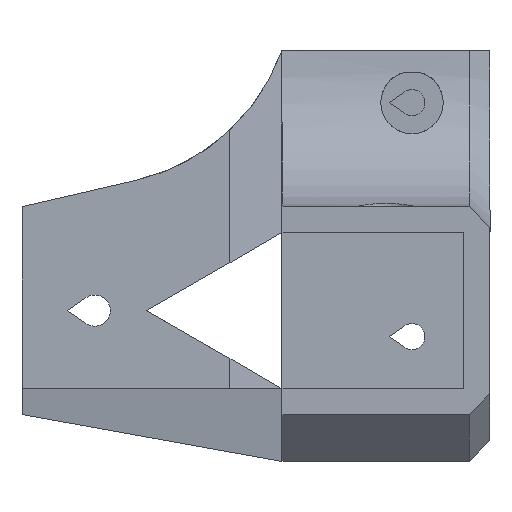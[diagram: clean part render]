
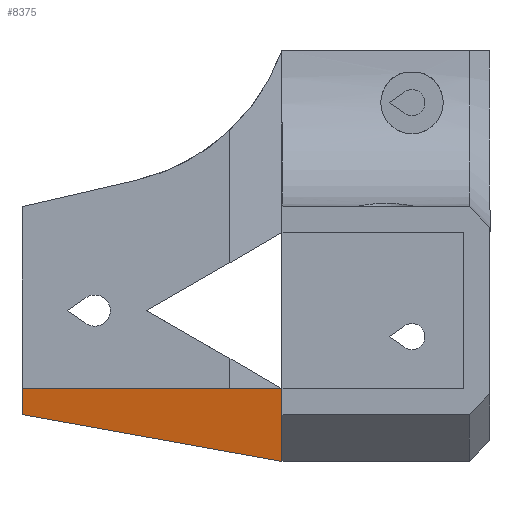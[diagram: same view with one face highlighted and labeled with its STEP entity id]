
A CAD part, left-side view. The second image highlights one B-rep face of the part: STEP entity #8375.
In plain terms, the highlighted planar face has unit normal (-0.977, 0.215, 0).
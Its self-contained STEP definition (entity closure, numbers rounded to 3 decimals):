
#491 = VERTEX_POINT('',#492);
#492 = CARTESIAN_POINT('',(-7.,-37.,-230.));
#505 = PLANE('',#506);
#506 = AXIS2_PLACEMENT_3D('',#507,#508,#509);
#507 = CARTESIAN_POINT('',(28.,-87.,-230.));
#508 = DIRECTION('',(0.,0.,1.));
#509 = DIRECTION('',(-1.,0.,0.));
#532 = PLANE('',#533);
#533 = AXIS2_PLACEMENT_3D('',#534,#535,#536);
#534 = CARTESIAN_POINT('',(33.,-37.,-235.));
#535 = DIRECTION('',(0.,1.,0.));
#536 = DIRECTION('',(0.,0.,1.));
#2632 = PLANE('',#2633);
#2633 = AXIS2_PLACEMENT_3D('',#2634,#2635,#2636);
#2634 = CARTESIAN_POINT('',(-27.,-87.,-165.));
#2635 = DIRECTION('',(0.,-1.,0.));
#2636 = DIRECTION('',(0.,0.,-1.));
#7525 = VERTEX_POINT('',#7526);
#7526 = CARTESIAN_POINT('',(-18.,-87.,-230.));
#7571 = VERTEX_POINT('',#7572);
#7572 = CARTESIAN_POINT('',(-18.,-87.,-244.));
#7593 = EDGE_CURVE('',#7571,#7525,#7594,.T.);
#7594 = SURFACE_CURVE('',#7595,(#7599,#7606),.PCURVE_S1.);
#7595 = LINE('',#7596,#7597);
#7596 = CARTESIAN_POINT('',(-18.,-87.,-244.));
#7597 = VECTOR('',#7598,1.);
#7598 = DIRECTION('',(0.,0.,1.));
#7599 = PCURVE('',#2632,#7600);
#7600 = DEFINITIONAL_REPRESENTATION('',(#7601),#7605);
#7601 = LINE('',#7602,#7603);
#7602 = CARTESIAN_POINT('',(79.,9.));
#7603 = VECTOR('',#7604,1.);
#7604 = DIRECTION('',(-1.,0.));
#7605 = ( GEOMETRIC_REPRESENTATION_CONTEXT(2) 
PARAMETRIC_REPRESENTATION_CONTEXT() REPRESENTATION_CONTEXT('2D SPACE',''
  ) );
#7606 = PCURVE('',#7607,#7612);
#7607 = PLANE('',#7608);
#7608 = AXIS2_PLACEMENT_3D('',#7609,#7610,#7611);
#7609 = CARTESIAN_POINT('',(-18.,-87.,-244.));
#7610 = DIRECTION('',(-0.977,0.215,0.
    ));
#7611 = DIRECTION('',(0.215,0.977,0.)
  );
#7612 = DEFINITIONAL_REPRESENTATION('',(#7613),#7617);
#7613 = LINE('',#7614,#7615);
#7614 = CARTESIAN_POINT('',(0.,0.));
#7615 = VECTOR('',#7616,1.);
#7616 = DIRECTION('',(0.,-1.));
#7617 = ( GEOMETRIC_REPRESENTATION_CONTEXT(2) 
PARAMETRIC_REPRESENTATION_CONTEXT() REPRESENTATION_CONTEXT('2D SPACE',''
  ) );
#8244 = PLANE('',#8245);
#8245 = AXIS2_PLACEMENT_3D('',#8246,#8247,#8248);
#8246 = CARTESIAN_POINT('',(-5007.,-87.,-244.));
#8247 = DIRECTION('',(0.,-0.177,0.984
    ));
#8248 = DIRECTION('',(0.,0.984,0.177)
  );
#8375 = ADVANCED_FACE('',(#8376),#7607,.T.);
#8376 = FACE_BOUND('',#8377,.T.);
#8377 = EDGE_LOOP('',(#8378,#8399,#8400,#8419));
#8378 = ORIENTED_EDGE('',*,*,#8379,.F.);
#8379 = EDGE_CURVE('',#7571,#8380,#8382,.T.);
#8380 = VERTEX_POINT('',#8381);
#8381 = CARTESIAN_POINT('',(-7.,-37.,-235.));
#8382 = SURFACE_CURVE('',#8383,(#8387,#8393),.PCURVE_S1.);
#8383 = LINE('',#8384,#8385);
#8384 = CARTESIAN_POINT('',(-129.708,-594.763,
    -335.397));
#8385 = VECTOR('',#8386,1.);
#8386 = DIRECTION('',(0.212,0.962,0.173));
#8387 = PCURVE('',#7607,#8388);
#8388 = DEFINITIONAL_REPRESENTATION('',(#8389),#8392);
#8389 = B_SPLINE_CURVE_WITH_KNOTS('',1,(#8390,#8391),.UNSPECIFIED.,.F.,
  .F.,(2,2),(522.68,585.057),.PIECEWISE_BEZIER_KNOTS.);
#8390 = CARTESIAN_POINT('',(-5.12,0.9));
#8391 = CARTESIAN_POINT('',(56.315,-9.9));
#8392 = ( GEOMETRIC_REPRESENTATION_CONTEXT(2) 
PARAMETRIC_REPRESENTATION_CONTEXT() REPRESENTATION_CONTEXT('2D SPACE',''
  ) );
#8393 = PCURVE('',#8244,#8394);
#8394 = DEFINITIONAL_REPRESENTATION('',(#8395),#8398);
#8395 = B_SPLINE_CURVE_WITH_KNOTS('',1,(#8396,#8397),.UNSPECIFIED.,.F.,
  .F.,(2,2),(522.68,585.057),.PIECEWISE_BEZIER_KNOTS.);
#8396 = CARTESIAN_POINT('',(-5.08,-4987.9));
#8397 = CARTESIAN_POINT('',(55.884,-5001.1));
#8398 = ( GEOMETRIC_REPRESENTATION_CONTEXT(2) 
PARAMETRIC_REPRESENTATION_CONTEXT() REPRESENTATION_CONTEXT('2D SPACE',''
  ) );
#8399 = ORIENTED_EDGE('',*,*,#7593,.T.);
#8400 = ORIENTED_EDGE('',*,*,#8401,.T.);
#8401 = EDGE_CURVE('',#7525,#491,#8402,.T.);
#8402 = SURFACE_CURVE('',#8403,(#8407,#8413),.PCURVE_S1.);
#8403 = LINE('',#8404,#8405);
#8404 = CARTESIAN_POINT('',(-16.938,-82.174,-230.));
#8405 = VECTOR('',#8406,1.);
#8406 = DIRECTION('',(0.215,0.977,0.)
  );
#8407 = PCURVE('',#7607,#8408);
#8408 = DEFINITIONAL_REPRESENTATION('',(#8409),#8412);
#8409 = B_SPLINE_CURVE_WITH_KNOTS('',1,(#8410,#8411),.UNSPECIFIED.,.F.,
  .F.,(2,2),(-10.061,51.373),.PIECEWISE_BEZIER_KNOTS.);
#8410 = CARTESIAN_POINT('',(-5.12,-14.));
#8411 = CARTESIAN_POINT('',(56.315,-14.));
#8412 = ( GEOMETRIC_REPRESENTATION_CONTEXT(2) 
PARAMETRIC_REPRESENTATION_CONTEXT() REPRESENTATION_CONTEXT('2D SPACE',''
  ) );
#8413 = PCURVE('',#505,#8414);
#8414 = DEFINITIONAL_REPRESENTATION('',(#8415),#8418);
#8415 = B_SPLINE_CURVE_WITH_KNOTS('',1,(#8416,#8417),.UNSPECIFIED.,.F.,
  .F.,(2,2),(-10.061,51.373),.PIECEWISE_BEZIER_KNOTS.);
#8416 = CARTESIAN_POINT('',(47.1,5.));
#8417 = CARTESIAN_POINT('',(33.9,-55.));
#8418 = ( GEOMETRIC_REPRESENTATION_CONTEXT(2) 
PARAMETRIC_REPRESENTATION_CONTEXT() REPRESENTATION_CONTEXT('2D SPACE',''
  ) );
#8419 = ORIENTED_EDGE('',*,*,#8420,.F.);
#8420 = EDGE_CURVE('',#8380,#491,#8421,.T.);
#8421 = SURFACE_CURVE('',#8422,(#8426,#8433),.PCURVE_S1.);
#8422 = LINE('',#8423,#8424);
#8423 = CARTESIAN_POINT('',(-7.,-37.,-244.));
#8424 = VECTOR('',#8425,1.);
#8425 = DIRECTION('',(0.,0.,1.));
#8426 = PCURVE('',#7607,#8427);
#8427 = DEFINITIONAL_REPRESENTATION('',(#8428),#8432);
#8428 = LINE('',#8429,#8430);
#8429 = CARTESIAN_POINT('',(51.196,0.));
#8430 = VECTOR('',#8431,1.);
#8431 = DIRECTION('',(0.,-1.));
#8432 = ( GEOMETRIC_REPRESENTATION_CONTEXT(2) 
PARAMETRIC_REPRESENTATION_CONTEXT() REPRESENTATION_CONTEXT('2D SPACE',''
  ) );
#8433 = PCURVE('',#532,#8434);
#8434 = DEFINITIONAL_REPRESENTATION('',(#8435),#8439);
#8435 = LINE('',#8436,#8437);
#8436 = CARTESIAN_POINT('',(-9.,-40.));
#8437 = VECTOR('',#8438,1.);
#8438 = DIRECTION('',(1.,0.));
#8439 = ( GEOMETRIC_REPRESENTATION_CONTEXT(2) 
PARAMETRIC_REPRESENTATION_CONTEXT() REPRESENTATION_CONTEXT('2D SPACE',''
  ) );
